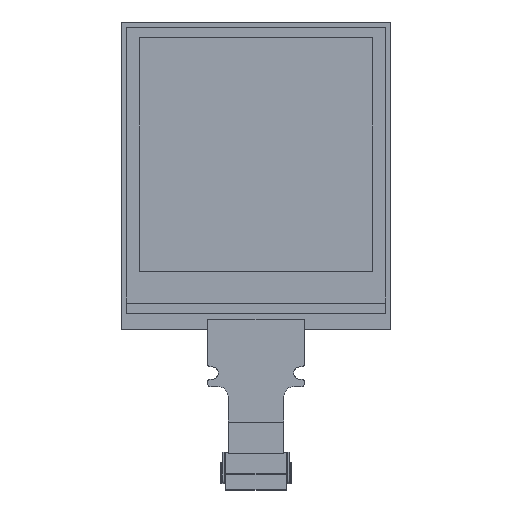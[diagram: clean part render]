
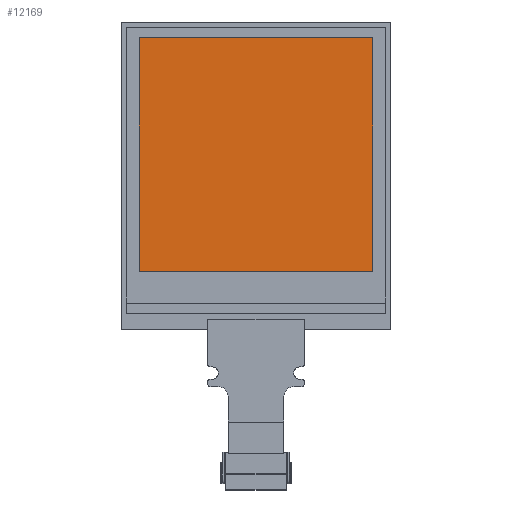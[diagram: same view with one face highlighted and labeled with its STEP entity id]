
A CAD part, top view. The second image highlights one B-rep face of the part: STEP entity #12169.
In plain terms, the highlighted planar face has unit normal (0, 0, 1).
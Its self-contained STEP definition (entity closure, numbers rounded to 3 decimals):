
#802=PLANE('',#13046);
#1466=FACE_OUTER_BOUND('',#2133,.T.);
#2133=EDGE_LOOP('',(#11365,#11366,#11367,#11368));
#3580=LINE('',#20285,#5049);
#3583=LINE('',#20291,#5052);
#3586=LINE('',#20297,#5055);
#3589=LINE('',#20301,#5058);
#5049=VECTOR('',#16087,10.);
#5052=VECTOR('',#16092,10.);
#5055=VECTOR('',#16097,10.);
#5058=VECTOR('',#16102,10.);
#6326=VERTEX_POINT('',#20282);
#6327=VERTEX_POINT('',#20284);
#6329=VERTEX_POINT('',#20290);
#6331=VERTEX_POINT('',#20296);
#8008=EDGE_CURVE('',#6327,#6326,#3580,.T.);
#8011=EDGE_CURVE('',#6329,#6327,#3583,.T.);
#8014=EDGE_CURVE('',#6331,#6329,#3586,.T.);
#8017=EDGE_CURVE('',#6326,#6331,#3589,.T.);
#11365=ORIENTED_EDGE('',*,*,#8017,.T.);
#11366=ORIENTED_EDGE('',*,*,#8014,.T.);
#11367=ORIENTED_EDGE('',*,*,#8011,.T.);
#11368=ORIENTED_EDGE('',*,*,#8008,.T.);
#12169=ADVANCED_FACE('',(#1466),#802,.T.);
#13046=AXIS2_PLACEMENT_3D('',#20302,#16103,#16104);
#16087=DIRECTION('',(0.,-1.,0.));
#16092=DIRECTION('',(-1.,0.,0.));
#16097=DIRECTION('',(0.,1.,0.));
#16102=DIRECTION('',(1.,0.,0.));
#16103=DIRECTION('center_axis',(0.,0.,1.));
#16104=DIRECTION('ref_axis',(1.,0.,0.));
#20282=CARTESIAN_POINT('',(-11.52,-11.52,0.742));
#20284=CARTESIAN_POINT('',(-11.52,11.52,0.742));
#20285=CARTESIAN_POINT('',(-11.52,-11.52,0.742));
#20290=CARTESIAN_POINT('',(11.52,11.52,0.742));
#20291=CARTESIAN_POINT('',(-11.52,11.52,0.742));
#20296=CARTESIAN_POINT('',(11.52,-11.52,0.742));
#20297=CARTESIAN_POINT('',(11.52,11.52,0.742));
#20301=CARTESIAN_POINT('',(11.52,-11.52,0.742));
#20302=CARTESIAN_POINT('Origin',(0.,0.,0.742));
